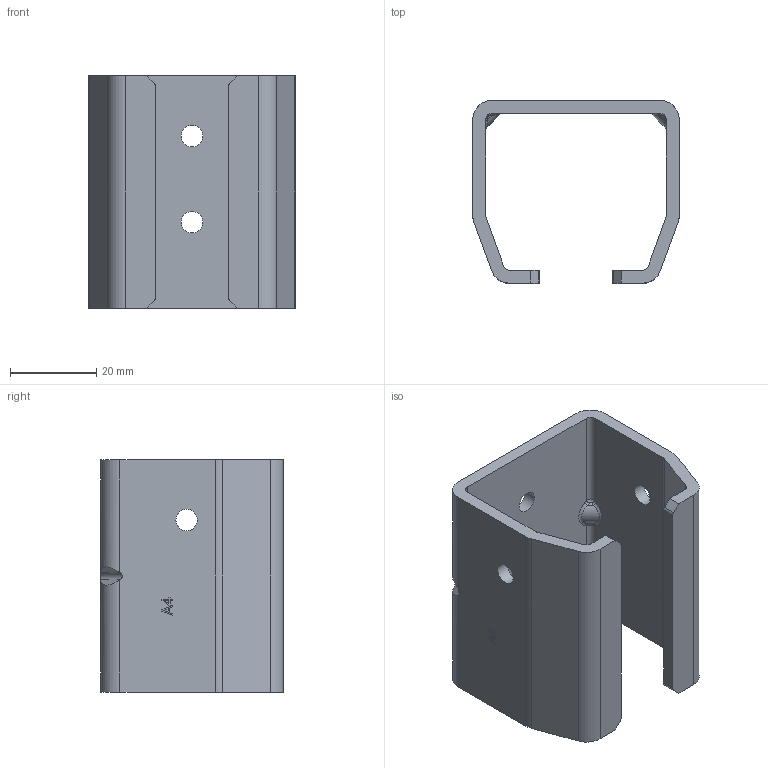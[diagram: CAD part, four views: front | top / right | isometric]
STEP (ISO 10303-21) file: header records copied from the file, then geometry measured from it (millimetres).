
FILE_DESCRIPTION(/* description */ (''),/* implementation_level */ '2;1');
FILE_NAME(/* name */ '9038XA4.stp',/* time_stamp */ '2019-08-23T08:46:30+02:00',/* author */ ('Didierr'),/* organization */ (''),/* preprocessor_version */ 'ST-DEVELOPER v17.2',/* originating_system */ 'Autodesk Inventor 2019',/* authorisation */ '');
FILE_SCHEMA (('AUTOMOTIVE_DESIGN { 1 0 10303 214 3 1 1 }'));
Length unit declared in the file: millimetre
Products named in the file (2): 9038xa2; 18376_A
Assembly tree (1 placements, depth 2):
  9038xa2
    18376_A
Bounding box: 48 x 42.5 x 54 mm (x, y, z)
Volume: 22445.2 mm3; surface area: 16305.4 mm2
Topology: 1 solids, 1 shells, 157 faces, 413 edges, 271 vertices
Faces by surface type: plane 99, cylinder 48, bspline 10
Full cylindrical faces by diameter (mm): 1.151 x1, 1.25 x1, 5 x4
Entity records: 5121 total; most frequent: CARTESIAN_POINT 1076, ORIENTED_EDGE 826, DIRECTION 816, EDGE_CURVE 413, LINE 302, VECTOR 302, VERTEX_POINT 271, AXIS2_PLACEMENT_3D 257
